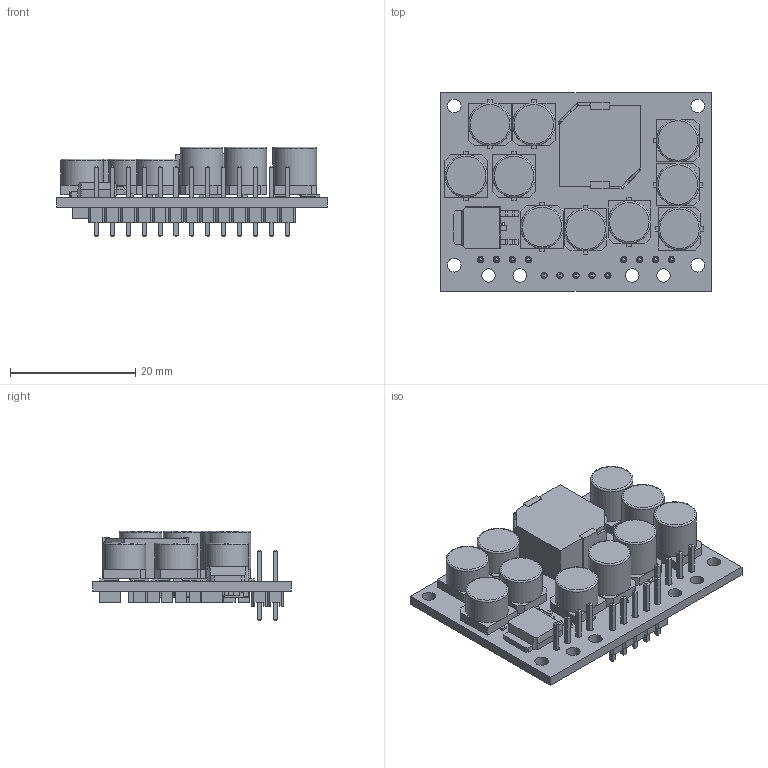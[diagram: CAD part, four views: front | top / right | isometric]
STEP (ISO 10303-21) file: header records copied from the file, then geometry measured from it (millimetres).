
FILE_DESCRIPTION(/* description */ ('STEP AP242','CAx-IF Rec.Pracs.---Representation and Presentation of Product Manufacturing Information (PMI)---4.0---2014-10-13','CAx-IF Rec.Pracs.---3D Tessellated Geometry---0.4---2014-09-14','2;1'),/* implementation_level */ '2;1');
FILE_NAME(/* name */ '6219dffb1b18356638834ac5',/* time_stamp */ '2022-02-26T08:08:29+00:00',/* author */ (''),/* organization */ (''),/* preprocessor_version */ 'ST-DEVELOPER v18.101',/* originating_system */ ' ',/* authorisation */ ' ');
FILE_SCHEMA (('AP242_MANAGED_MODEL_BASED_3D_ENGINEERING_MIM_LF { 1 0 10303 442 1 1 4 }'));
Length unit declared in the file: metre
Products named in the file (20): d24v150fx_headers; reg18b; Male Header 1x4 <1>; Male Header <4>; Part 1; Male Header <3>; Male Header <1>; Male Header <2>; Male Header 1x5 <1>; Male Header <5>; Male Header 1x4 <2>
Assembly tree (43 placements, depth 4):
  d24v150fx_headers
    reg18b
    Male Header 1x4 <1>
      Male Header <4>
        Part 1
        Part 1
      Male Header <3>
        Part 1
        Part 1
      Male Header <1>
        Part 1
        Part 1
      Male Header <2>
        Part 1
        Part 1
    Male Header 1x5 <1>
      Male Header <5>
        Part 1
        Part 1
      Male Header <2>
        Part 1
        Part 1
      Male Header <3>
        Part 1
        Part 1
      Male Header <1>
        Part 1
        Part 1
      Male Header <4>
        Part 1
        Part 1
    Male Header 1x4 <2>
      Male Header <4>
        Part 1
        Part 1
      Male Header <2>
        Part 1
        Part 1
      Male Header <1>
        Part 1
        Part 1
      Male Header <3>
        Part 1
        Part 1
Bounding box: 43.18 x 31.75 x 14.32 mm (x, y, z)
Volume: 6480 mm3; surface area: 8077.1 mm2
Topology: 27 solids, 27 shells, 1927 faces, 5102 edges, 3313 vertices
Faces by surface type: plane 1673, bspline 156, cylinder 88, torus 10
Full cylindrical faces by diameter (mm): 0.5 x1, 1.016 x13, 2.184 x8, 6.8 x10
Entity records: 56889 total; most frequent: CARTESIAN_POINT 14729, ORIENTED_EDGE 7708, DIRECTION 6395, EDGE_CURVE 3854, LINE 3317, VECTOR 3317, VERTEX_POINT 2541, EDGE_LOOP 1675
